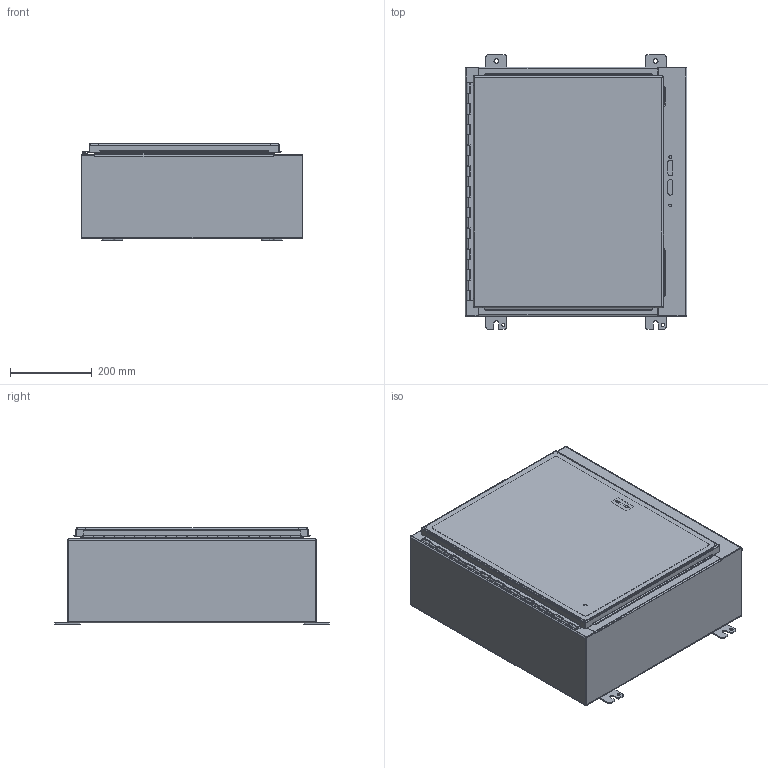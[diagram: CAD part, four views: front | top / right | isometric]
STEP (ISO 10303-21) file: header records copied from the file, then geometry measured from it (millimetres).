
FILE_DESCRIPTION(/* description */ ('SSN4X_A TUB, 316 S.S., (24X21X8)'),/* implementation_level */ '2;1');
FILE_NAME(/* name */ 'SSN4X242108A.stp',/* time_stamp */ '2016-10-13T21:26:51+06:00',/* author */ ('vdas'),/* organization */ (''),/* preprocessor_version */ 'ST-DEVELOPER v16.1',/* originating_system */ 'Autodesk Inventor 2016',/* authorisation */ '');
FILE_SCHEMA (('AUTOMOTIVE_DESIGN { 1 0 10303 214 3 1 1 }'));
Length unit declared in the file: inch
Products named in the file (14): SSN4X242108ABKP; 38859; 34839; 32874-24T; 32874-24L; 32874-24P; 32874-24; SSN4X2421ALID; 38846; HFW3093; HFW3883; 349129; SSN4X2421AFIP; SSN4X242108A
Assembly tree (21 placements, depth 3):
  SSN4X242108A
    SSN4X242108ABKP
    38859  x4
    34839  x4
    32874-24
      32874-24T
      32874-24L
      32874-24P
    SSN4X2421ALID
    38846
    HFW3093
    HFW3883  x2
    349129  x2
    SSN4X2421AFIP
Bounding box: 542.92 x 673.1 x 236.21 mm (x, y, z)
Volume: 2168757.7 mm3; surface area: 2671125 mm2
Topology: 20 solids, 20 shells, 754 faces, 1880 edges, 1175 vertices
Faces by surface type: plane 439, cylinder 227, bspline 34, torus 28, cone 26
Full cylindrical faces by diameter (mm): 3.048 x1, 3.962 x2, 4.826 x2, 6.35 x1, 7.137 x2, 7.95 x4, 8.382 x8, 8.56 x3, 11.125 x4, 15.875 x4
Entity records: 20899 total; most frequent: CARTESIAN_POINT 4475, ORIENTED_EDGE 3232, DIRECTION 3227, EDGE_CURVE 1616, LINE 1137, VECTOR 1137, AXIS2_PLACEMENT_3D 1045, VERTEX_POINT 1018
